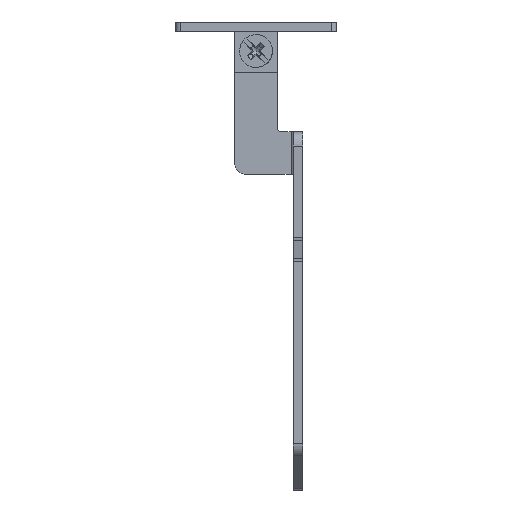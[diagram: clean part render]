
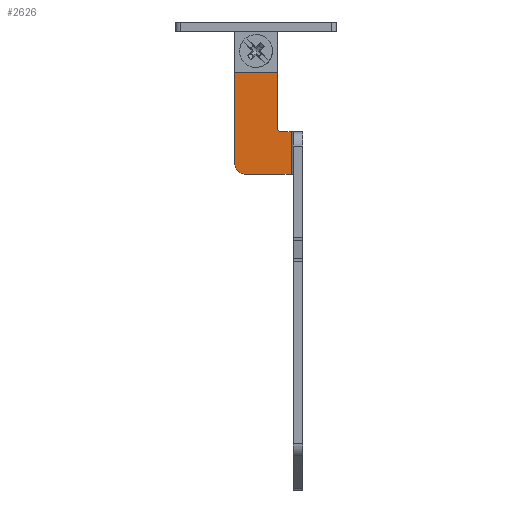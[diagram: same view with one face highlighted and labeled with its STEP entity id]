
A CAD part, left-side view. The second image highlights one B-rep face of the part: STEP entity #2626.
In plain terms, the highlighted planar face has unit normal (-1, 0, 0).
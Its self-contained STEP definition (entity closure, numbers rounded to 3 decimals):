
#1370=B_SPLINE_CURVE_WITH_KNOTS('',3,(#8856,#8857,#8858,#8859),
 .UNSPECIFIED.,.F.,.F.,(4,4),(0.,1.),.UNSPECIFIED.);
#1371=B_SPLINE_CURVE_WITH_KNOTS('',3,(#8865,#8866,#8867,#8868),
 .UNSPECIFIED.,.F.,.F.,(4,4),(0.,1.),.UNSPECIFIED.);
#1649=LINE('',#8705,#2036);
#1650=LINE('',#8709,#2037);
#1655=LINE('',#8723,#2042);
#1693=LINE('',#8863,#2080);
#2036=VECTOR('',#7444,1.);
#2037=VECTOR('',#7449,1.);
#2042=VECTOR('',#7462,1.);
#2080=VECTOR('',#7582,1.);
#2252=PLANE('',#6470);
#2417=FACE_OUTER_BOUND('',#3187,.T.);
#2626=ADVANCED_FACE('',(#2417),#2252,.F.);
#3187=EDGE_LOOP('',(#4146,#4147,#4148,#4149,#4150,#4151,#4152,#4153));
#4146=ORIENTED_EDGE('',*,*,#5332,.F.);
#4147=ORIENTED_EDGE('',*,*,#5334,.T.);
#4148=ORIENTED_EDGE('',*,*,#5335,.T.);
#4149=ORIENTED_EDGE('',*,*,#5336,.F.);
#4150=ORIENTED_EDGE('',*,*,#5271,.T.);
#4151=ORIENTED_EDGE('',*,*,#5262,.F.);
#4152=ORIENTED_EDGE('',*,*,#5264,.T.);
#4153=ORIENTED_EDGE('',*,*,#5337,.F.);
#4727=VERTEX_POINT('',#8704);
#4728=VERTEX_POINT('',#8706);
#4729=VERTEX_POINT('',#8710);
#4734=VERTEX_POINT('',#8724);
#4777=VERTEX_POINT('',#8855);
#4778=VERTEX_POINT('',#8860);
#4779=VERTEX_POINT('',#8864);
#4780=VERTEX_POINT('',#8869);
#5262=EDGE_CURVE('',#4727,#4728,#1649,.T.);
#5264=EDGE_CURVE('',#4727,#4729,#1650,.T.);
#5271=EDGE_CURVE('',#4734,#4728,#1655,.T.);
#5332=EDGE_CURVE('',#4777,#4778,#1370,.T.);
#5334=EDGE_CURVE('',#4777,#4779,#1693,.T.);
#5335=EDGE_CURVE('',#4779,#4780,#1371,.T.);
#5336=EDGE_CURVE('',#4734,#4780,#5754,.T.);
#5337=EDGE_CURVE('',#4778,#4729,#5755,.T.);
#5754=CIRCLE('',#6468,2.);
#5755=CIRCLE('',#6469,1.);
#6468=AXIS2_PLACEMENT_3D('',#8870,#7583,#7584);
#6469=AXIS2_PLACEMENT_3D('',#8871,#7585,#7586);
#6470=AXIS2_PLACEMENT_3D('',#8872,#7587,#7588);
#7444=DIRECTION('',(0.,0.,-1.));
#7449=DIRECTION('',(0.,1.,0.));
#7462=DIRECTION('',(0.,-1.,0.));
#7582=DIRECTION('',(0.,1.,0.));
#7583=DIRECTION('',(1.,0.,0.));
#7584=DIRECTION('',(0.,0.,-1.));
#7585=DIRECTION('',(-1.,0.,0.));
#7586=DIRECTION('',(0.,1.,0.));
#7587=DIRECTION('',(1.,0.,0.));
#7588=DIRECTION('',(0.,0.,-1.));
#8704=CARTESIAN_POINT('',(-48.5,-7.5,-23.5));
#8705=CARTESIAN_POINT('',(-48.5,-7.5,-23.5));
#8706=CARTESIAN_POINT('',(-48.5,-7.5,-32.5));
#8709=CARTESIAN_POINT('',(-48.5,-7.5,-23.5));
#8710=CARTESIAN_POINT('',(-48.5,-5.5,-23.5));
#8723=CARTESIAN_POINT('',(-48.5,2.5,-32.5));
#8724=CARTESIAN_POINT('',(-48.5,2.5,-32.5));
#8855=CARTESIAN_POINT('',(-48.5,-4.504,-10.7));
#8856=CARTESIAN_POINT('',(-48.5,-4.5,-10.7));
#8857=CARTESIAN_POINT('',(-48.5,-4.5,-14.633));
#8858=CARTESIAN_POINT('',(-48.5,-4.5,-18.567));
#8859=CARTESIAN_POINT('',(-48.5,-4.5,-22.5));
#8860=CARTESIAN_POINT('',(-48.5,-4.5,-22.5));
#8863=CARTESIAN_POINT('',(-48.5,-4.5,-10.7));
#8864=CARTESIAN_POINT('',(-48.5,4.504,-10.7));
#8865=CARTESIAN_POINT('',(-48.5,4.5,-10.7));
#8866=CARTESIAN_POINT('',(-48.5,4.5,-17.3));
#8867=CARTESIAN_POINT('',(-48.5,4.5,-23.9));
#8868=CARTESIAN_POINT('',(-48.5,4.5,-30.5));
#8869=CARTESIAN_POINT('',(-48.5,4.5,-30.5));
#8870=CARTESIAN_POINT('',(-48.5,2.5,-30.5));
#8871=CARTESIAN_POINT('',(-48.5,-5.5,-22.5));
#8872=CARTESIAN_POINT('',(-48.5,-8.1,-1.9));
